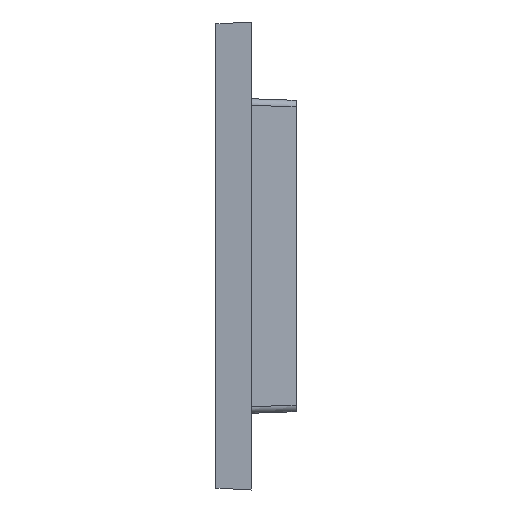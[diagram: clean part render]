
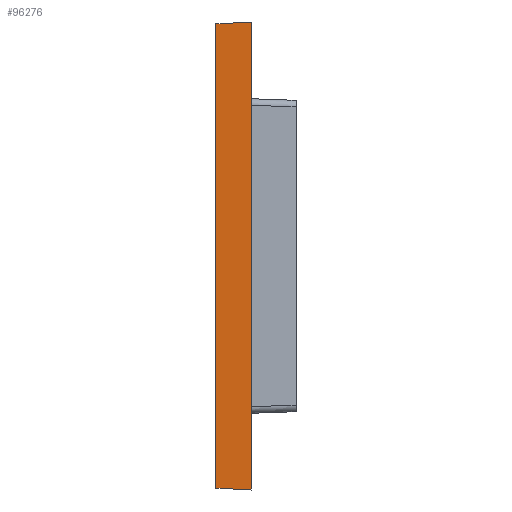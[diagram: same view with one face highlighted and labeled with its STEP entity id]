
A CAD part, left-side view. The second image highlights one B-rep face of the part: STEP entity #96276.
In plain terms, the highlighted planar face has unit normal (-0.999, 0.052, 0).
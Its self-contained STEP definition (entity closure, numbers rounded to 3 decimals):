
#2836=DIRECTION('',(0.,0.,1.));
#2837=VECTOR('',#2836,70.734);
#2838=CARTESIAN_POINT('',(-86.167,5.4,-35.367));
#2839=LINE('',#2838,#2837);
#3289=DIRECTION('',(0.,0.,1.));
#3290=VECTOR('',#3289,71.3);
#3291=CARTESIAN_POINT('',(-86.45,0.,-35.65));
#3292=LINE('',#3291,#3290);
#36168=DIRECTION('',(0.052,0.997,-0.052));
#36169=VECTOR('',#36168,5.415);
#36170=CARTESIAN_POINT('',(-86.45,0.,35.65));
#36171=LINE('',#36170,#36169);
#36172=DIRECTION('',(0.052,0.997,0.052));
#36173=VECTOR('',#36172,5.415);
#36174=CARTESIAN_POINT('',(-86.45,0.,-35.65));
#36175=LINE('',#36174,#36173);
#52986=CARTESIAN_POINT('',(-86.45,0.,-35.65));
#52987=CARTESIAN_POINT('',(-86.45,0.,35.65));
#52988=VERTEX_POINT('',#52986);
#52989=VERTEX_POINT('',#52987);
#52992=CARTESIAN_POINT('',(-86.167,5.4,-35.367));
#52993=CARTESIAN_POINT('',(-86.167,5.4,35.367));
#52994=VERTEX_POINT('',#52992);
#52995=VERTEX_POINT('',#52993);
#96264=CARTESIAN_POINT('',(-86.45,-0.003,
-38.951));
#96265=DIRECTION('',(-0.999,0.052,0.));
#96266=DIRECTION('',(0.,0.,-1.));
#96267=AXIS2_PLACEMENT_3D('',#96264,#96265,#96266);
#96268=PLANE('',#96267);
#96269=ORIENTED_EDGE('',*,*,#55109,.F.);
#96271=ORIENTED_EDGE('',*,*,#96270,.T.);
#96272=ORIENTED_EDGE('',*,*,#54960,.T.);
#96273=ORIENTED_EDGE('',*,*,#96257,.F.);
#96274=EDGE_LOOP('',(#96269,#96271,#96272,#96273));
#96275=FACE_OUTER_BOUND('',#96274,.F.);
#54960=EDGE_CURVE('',#52994,#52995,#2839,.T.);
#55109=EDGE_CURVE('',#52988,#52989,#3292,.T.);
#96257=EDGE_CURVE('',#52989,#52995,#36171,.T.);
#96270=EDGE_CURVE('',#52988,#52994,#36175,.T.);
#96276=ADVANCED_FACE('',(#96275),#96268,.T.);
